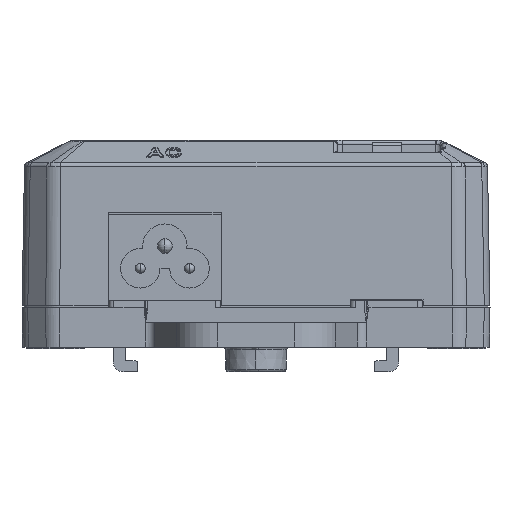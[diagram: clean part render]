
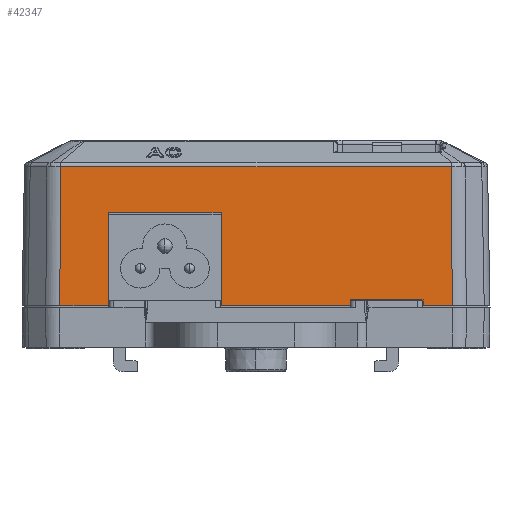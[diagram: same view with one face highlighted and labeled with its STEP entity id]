
A CAD part, left-side view. The second image highlights one B-rep face of the part: STEP entity #42347.
In plain terms, the highlighted planar face has unit normal (-1, 0, 0.018).
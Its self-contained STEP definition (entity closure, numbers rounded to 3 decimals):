
#30339=DIRECTION('',(-0.017,0.,-1.));
#30340=VECTOR('',#30339,18.853);
#30341=CARTESIAN_POINT('',(-129.664,29.9,52.731));
#30342=LINE('',#30341,#30340);
#30416=DIRECTION('',(0.,1.,0.));
#30417=VECTOR('',#30416,9.941);
#30418=CARTESIAN_POINT('',(-129.993,29.9,33.881));
#30419=LINE('',#30418,#30417);
#30811=DIRECTION('',(-0.017,0.007,-1.));
#30812=VECTOR('',#30811,28.254);
#30813=CARTESIAN_POINT('',(-129.5,39.636,
62.13));
#30814=LINE('',#30813,#30812);
#30815=DIRECTION('',(0.017,0.007,1.));
#30816=VECTOR('',#30815,28.254);
#30817=CARTESIAN_POINT('',(-129.993,-39.841,
33.881));
#30818=LINE('',#30817,#30816);
#31340=DIRECTION('',(0.,-1.,0.));
#31341=VECTOR('',#31340,79.273);
#31342=CARTESIAN_POINT('',(-129.5,39.636,
62.13));
#31343=LINE('',#31342,#31341);
#34893=DIRECTION('',(0.017,0.,1.));
#34894=VECTOR('',#34893,18.853);
#34895=CARTESIAN_POINT('',(-129.993,7.1,33.881));
#34896=LINE('',#34895,#34894);
#34901=DIRECTION('',(0.,1.,0.));
#34902=VECTOR('',#34901,26.2);
#34903=CARTESIAN_POINT('',(-129.993,-19.1,33.881));
#34904=LINE('',#34903,#34902);
#34909=DIRECTION('',(-0.017,0.,-1.));
#34910=VECTOR('',#34909,1.2);
#34911=CARTESIAN_POINT('',(-129.972,-19.1,35.081));
#34912=LINE('',#34911,#34910);
#34933=DIRECTION('',(0.,1.,0.));
#34934=VECTOR('',#34933,14.8);
#34935=CARTESIAN_POINT('',(-129.972,-33.9,35.081));
#34936=LINE('',#34935,#34934);
#34957=DIRECTION('',(0.017,0.,1.));
#34958=VECTOR('',#34957,1.2);
#34959=CARTESIAN_POINT('',(-129.993,-33.9,33.881));
#34960=LINE('',#34959,#34958);
#35001=DIRECTION('',(0.,1.,0.));
#35002=VECTOR('',#35001,5.941);
#35003=CARTESIAN_POINT('',(-129.993,-39.841,
33.881));
#35004=LINE('',#35003,#35002);
#35605=DIRECTION('',(0.,1.,0.));
#35606=VECTOR('',#35605,22.8);
#35607=CARTESIAN_POINT('',(-129.664,7.1,52.731));
#35608=LINE('',#35607,#35606);
#38464=CARTESIAN_POINT('',(-129.5,39.636,
62.13));
#38465=CARTESIAN_POINT('',(-129.993,39.841,
33.881));
#38466=VERTEX_POINT('',#38464);
#38467=VERTEX_POINT('',#38465);
#38590=CARTESIAN_POINT('',(-129.972,-33.9,35.081));
#38591=CARTESIAN_POINT('',(-129.972,-19.1,35.081));
#38592=VERTEX_POINT('',#38590);
#38593=VERTEX_POINT('',#38591);
#38877=CARTESIAN_POINT('',(-129.993,-39.841,
33.881));
#38878=CARTESIAN_POINT('',(-129.993,-33.9,33.881));
#38879=VERTEX_POINT('',#38877);
#38880=VERTEX_POINT('',#38878);
#38904=CARTESIAN_POINT('',(-129.993,29.9,33.881));
#38905=VERTEX_POINT('',#38904);
#39317=CARTESIAN_POINT('',(-129.664,29.9,52.731));
#39318=VERTEX_POINT('',#39317);
#39362=CARTESIAN_POINT('',(-129.5,-39.636,
62.13));
#39364=VERTEX_POINT('',#39362);
#39608=CARTESIAN_POINT('',(-129.664,7.1,52.731));
#39609=VERTEX_POINT('',#39608);
#39704=CARTESIAN_POINT('',(-129.993,7.1,33.881));
#39706=VERTEX_POINT('',#39704);
#39956=CARTESIAN_POINT('',(-129.993,-19.1,33.881));
#39957=VERTEX_POINT('',#39956);
#42319=CARTESIAN_POINT('',(-130.,44.857,33.481));
#42320=DIRECTION('',(-1.,0.,0.017));
#42321=DIRECTION('',(0.017,0.,1.));
#42322=AXIS2_PLACEMENT_3D('',#42319,#42320,#42321);
#42323=PLANE('',#42322);
#42325=ORIENTED_EDGE('',*,*,#42324,.F.);
#42327=ORIENTED_EDGE('',*,*,#42326,.T.);
#42328=ORIENTED_EDGE('',*,*,#42305,.F.);
#42330=ORIENTED_EDGE('',*,*,#42329,.T.);
#42332=ORIENTED_EDGE('',*,*,#42331,.T.);
#42334=ORIENTED_EDGE('',*,*,#42333,.T.);
#42336=ORIENTED_EDGE('',*,*,#42335,.T.);
#42338=ORIENTED_EDGE('',*,*,#42337,.T.);
#42340=ORIENTED_EDGE('',*,*,#42339,.T.);
#42342=ORIENTED_EDGE('',*,*,#42341,.T.);
#42343=ORIENTED_EDGE('',*,*,#41381,.T.);
#42344=ORIENTED_EDGE('',*,*,#41425,.T.);
#42345=EDGE_LOOP('',(#42325,#42327,#42328,#42330,#42332,#42334,#42336,#42338,
#42340,#42342,#42343,#42344));
#42346=FACE_OUTER_BOUND('',#42345,.F.);
#42347=ADVANCED_FACE('',(#42346),#42323,.T.);
#41381=EDGE_CURVE('',#39318,#38905,#30342,.T.);
#41425=EDGE_CURVE('',#38905,#38467,#30419,.T.);
#42305=EDGE_CURVE('',#38879,#39364,#30818,.T.);
#42324=EDGE_CURVE('',#38466,#38467,#30814,.T.);
#42326=EDGE_CURVE('',#38466,#39364,#31343,.T.);
#42329=EDGE_CURVE('',#38879,#38880,#35004,.T.);
#42331=EDGE_CURVE('',#38880,#38592,#34960,.T.);
#42333=EDGE_CURVE('',#38592,#38593,#34936,.T.);
#42335=EDGE_CURVE('',#38593,#39957,#34912,.T.);
#42337=EDGE_CURVE('',#39957,#39706,#34904,.T.);
#42339=EDGE_CURVE('',#39706,#39609,#34896,.T.);
#42341=EDGE_CURVE('',#39609,#39318,#35608,.T.);
